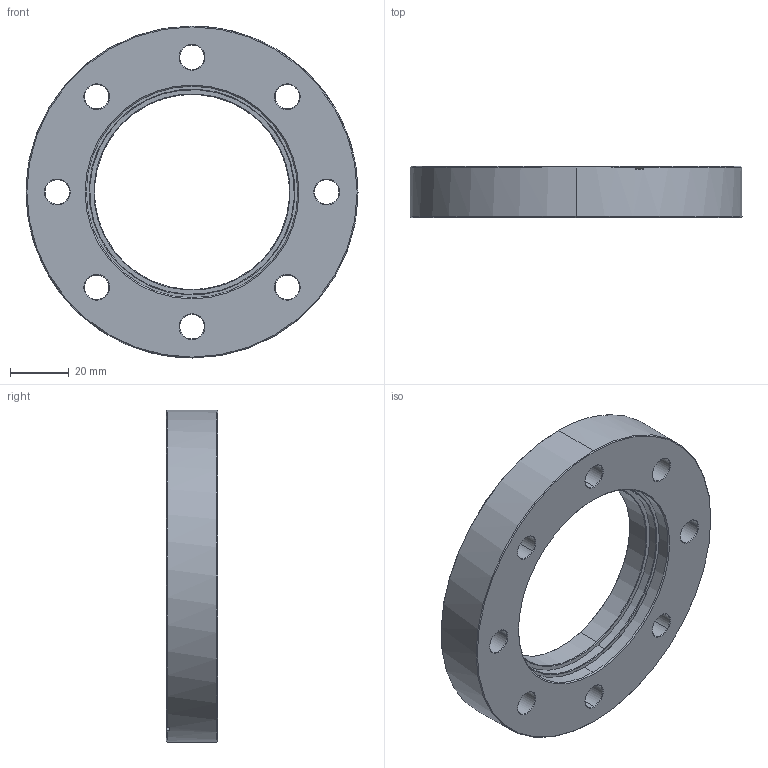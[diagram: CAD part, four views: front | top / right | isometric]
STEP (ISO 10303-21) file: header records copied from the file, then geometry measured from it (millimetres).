
FILE_DESCRIPTION (( 'STEP AP214' ), '1' );
FILE_NAME ('Hositrad_CF63-70-R.STEP', '2017-05-02T08:41:34', ( 'Gebruiker' ), ( '' ), 'SwSTEP 2.0', 'SolidWorks 2017', '' );
FILE_SCHEMA (( 'AUTOMOTIVE_DESIGN' ));
Length unit declared in the file: millimetre
Products named in the file (3): Hositrad_CF63-70-R; CF63-70-R-innerring; CF63-R-outerring
Assembly tree (2 placements, depth 2):
  Hositrad_CF63-70-R
    CF63-R-outerring
    CF63-70-R-innerring
Bounding box: 113.5 x 17.5 x 113.5 mm (x, y, z)
Volume: 101759.4 mm3; surface area: 34262.1 mm2
Topology: 2 solids, 2 shells, 97 faces, 224 edges, 132 vertices
Faces by surface type: cone 56, cylinder 28, plane 13
Entity records: 2900 total; most frequent: DIRECTION 540, CARTESIAN_POINT 482, ORIENTED_EDGE 448, EDGE_CURVE 224, AXIS2_PLACEMENT_3D 222, VERTEX_POINT 132, CIRCLE 120, EDGE_LOOP 118
